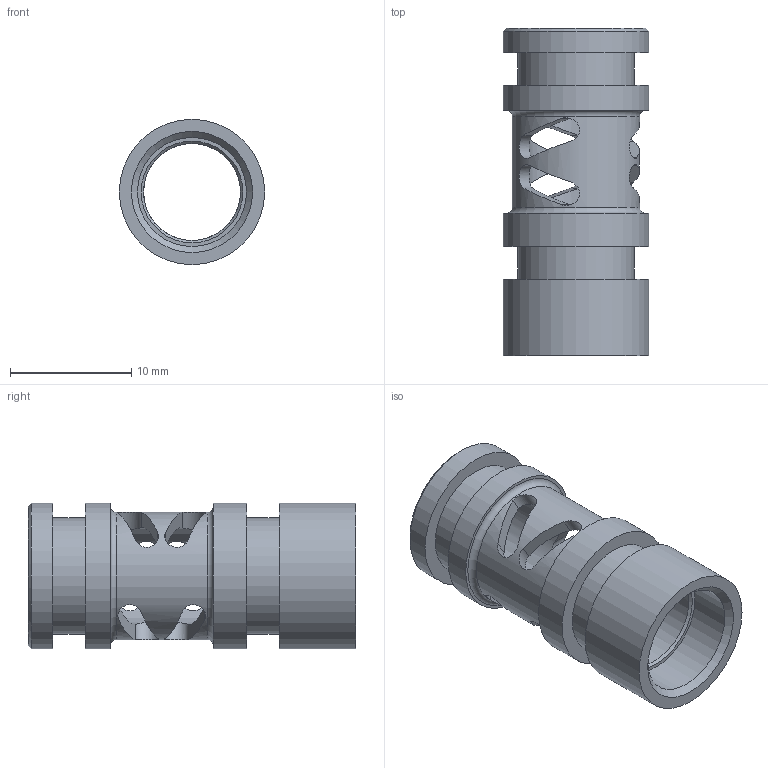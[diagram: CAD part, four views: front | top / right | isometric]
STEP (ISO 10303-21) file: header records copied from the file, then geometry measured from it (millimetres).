
FILE_DESCRIPTION(/* description */ (''),/* implementation_level */ '2;1');
FILE_NAME(/* name */ 'outer_sleeve.stp',/* time_stamp */ '2024-04-01T11:32:25+02:00',/* author */ ('top10'),/* organization */ (''),/* preprocessor_version */ 'ST-DEVELOPER v18.1',/* originating_system */ 'Autodesk Inventor 2021',/* authorisation */ '');
FILE_SCHEMA (('AUTOMOTIVE_DESIGN { 1 0 10303 214 3 1 1 }'));
Length unit declared in the file: millimetre
Products named in the file (1): outer_sleeve
Bounding box: 12 x 27 x 12 mm (x, y, z)
Volume: 1106.1 mm3; surface area: 1911.2 mm2
Topology: 1 solids, 1 shells, 48 faces, 131 edges, 92 vertices
Faces by surface type: cylinder 21, plane 21, cone 4, torus 2
Full cylindrical faces by diameter (mm): 8 x1, 9 x1, 9.6 x2, 10.5 x1, 12 x4
Entity records: 2072 total; most frequent: CARTESIAN_POINT 746, DIRECTION 275, ORIENTED_EDGE 262, EDGE_CURVE 131, AXIS2_PLACEMENT_3D 119, VERTEX_POINT 92, EDGE_LOOP 69, FACE_OUTER_BOUND 48
